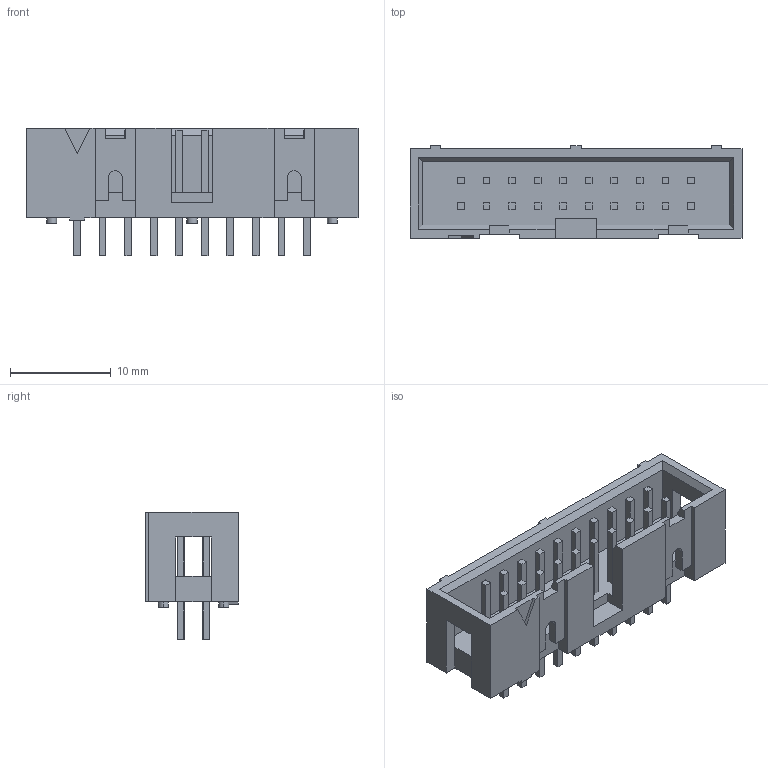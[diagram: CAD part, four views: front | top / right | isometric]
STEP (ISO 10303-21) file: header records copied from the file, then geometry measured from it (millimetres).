
FILE_DESCRIPTION (( 'STEP AP214' ), '1' );
FILE_NAME ('User Library-LP20V.STEP', '2014-03-13T02:49:29', ( 'Windows User' ), ( '' ), 'SwSTEP 2.0', 'SolidWorks 2014', '' );
FILE_SCHEMA (( 'AUTOMOTIVE_DESIGN' ));
Length unit declared in the file: millimetre
Products named in the file (3): User Library-LP20V_Fusion; User Library-LP20V_LP20V; User Library-LP20V
Assembly tree (2 placements, depth 2):
  User Library-LP20V
    User Library-LP20V_LP20V
    User Library-LP20V_Fusion
Bounding box: 33.02 x 9.2 x 12.66 mm (x, y, z)
Volume: 1368.9 mm3; surface area: 2544.4 mm2
Topology: 21 solids, 21 shells, 257 faces, 615 edges, 406 vertices
Faces by surface type: plane 241, cylinder 16
Entity records: 10429 total; most frequent: CARTESIAN_POINT 1283, ORIENTED_EDGE 1230, DIRECTION 1171, EDGE_CURVE 615, VECTOR 583, LINE 583, VERTEX_POINT 406, AXIS2_PLACEMENT_3D 294
